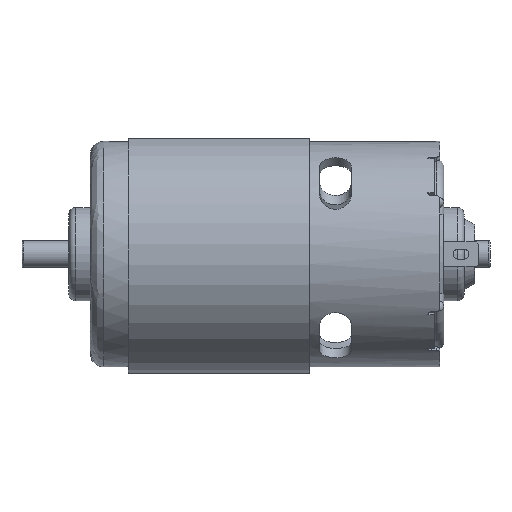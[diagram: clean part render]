
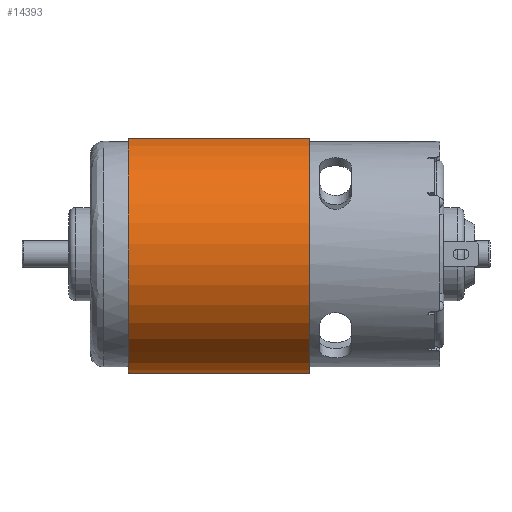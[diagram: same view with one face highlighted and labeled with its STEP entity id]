
A CAD part, front view. The second image highlights one B-rep face of the part: STEP entity #14393.
In plain terms, the highlighted cylindrical face has radius 22.416 mm (diameter 44.831 mm), a partial arc.
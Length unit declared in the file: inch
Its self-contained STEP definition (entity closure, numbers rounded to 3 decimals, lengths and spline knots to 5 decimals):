
#407 = ORIENTED_EDGE ( 'NONE', *, *, #16452, .T. ) ;
#1136 = DIRECTION ( 'NONE',  ( -1., 0., 0. ) ) ;
#1256 = DIRECTION ( 'NONE',  ( 0., 0., 1. ) ) ;
#2139 = CIRCLE ( 'NONE', #9593, 0.8825 ) ;
#2503 = CARTESIAN_POINT ( 'NONE',  ( 2.96063, -0.22866, 0.85236 ) ) ;
#2665 = CARTESIAN_POINT ( 'NONE',  ( 4.1142, 0., 0. ) ) ;
#5134 = ORIENTED_EDGE ( 'NONE', *, *, #12059, .F. ) ;
#6585 = AXIS2_PLACEMENT_3D ( 'NONE', #9753, #1136, #11194 ) ;
#6875 = VERTEX_POINT ( 'NONE', #17357 ) ;
#7145 = DIRECTION ( 'NONE',  ( -1., 0., 0. ) ) ;
#7223 = VERTEX_POINT ( 'NONE', #12955 ) ;
#8549 = LINE ( 'NONE', #10749, #16172 ) ;
#9060 = FACE_OUTER_BOUND ( 'NONE', #9674, .T. ) ;
#9593 = AXIS2_PLACEMENT_3D ( 'NONE', #15714, #7145, #17190 ) ;
#9647 = DIRECTION ( 'NONE',  ( -1., 0., 0. ) ) ;
#9674 = EDGE_LOOP ( 'NONE', ( #18083, #5134, #407, #14590 ) ) ;
#9753 = CARTESIAN_POINT ( 'NONE',  ( 1.61811, 0., 0. ) ) ;
#9835 = CIRCLE ( 'NONE', #6585, 0.8825 ) ;
#10749 = CARTESIAN_POINT ( 'NONE',  ( 2.96063, 0.22866, 0.85236 ) ) ;
#11194 = DIRECTION ( 'NONE',  ( 0., 0., -1. ) ) ;
#11637 = CARTESIAN_POINT ( 'NONE',  ( 0.27953, 0.22866, 0.85236 ) ) ;
#11702 = AXIS2_PLACEMENT_3D ( 'NONE', #2665, #12702, #1256 ) ;
#12059 = EDGE_CURVE ( 'NONE', #7223, #18420, #8549, .T. ) ;
#12505 = VECTOR ( 'NONE', #9647, 39.37008 ) ;
#12702 = DIRECTION ( 'NONE',  ( -1., 0., 0. ) ) ;
#12917 = EDGE_CURVE ( 'NONE', #6875, #13490, #12975, .T. ) ;
#12955 = CARTESIAN_POINT ( 'NONE',  ( 1.61811, 0.22866, 0.85236 ) ) ;
#12975 = LINE ( 'NONE', #2503, #12505 ) ;
#13411 = EDGE_CURVE ( 'NONE', #18420, #13490, #2139, .T. ) ;
#13490 = VERTEX_POINT ( 'NONE', #14512 ) ;
#13783 = DIRECTION ( 'NONE',  ( -1., 0., 0. ) ) ;
#14393 = ADVANCED_FACE ( 'NONE', ( #9060 ), #14433, .T. ) ;
#14433 = CYLINDRICAL_SURFACE ( 'NONE', #11702, 0.8825 ) ;
#14512 = CARTESIAN_POINT ( 'NONE',  ( 0.27953, -0.22866, 0.85236 ) ) ;
#14590 = ORIENTED_EDGE ( 'NONE', *, *, #12917, .T. ) ;
#15714 = CARTESIAN_POINT ( 'NONE',  ( 0.27953, 0., 0. ) ) ;
#16172 = VECTOR ( 'NONE', #13783, 39.37008 ) ;
#16452 = EDGE_CURVE ( 'NONE', #7223, #6875, #9835, .T. ) ;
#17190 = DIRECTION ( 'NONE',  ( 0., 0., 1. ) ) ;
#17357 = CARTESIAN_POINT ( 'NONE',  ( 1.61811, -0.22866, 0.85236 ) ) ;
#18083 = ORIENTED_EDGE ( 'NONE', *, *, #13411, .F. ) ;
#18420 = VERTEX_POINT ( 'NONE', #11637 ) ;
